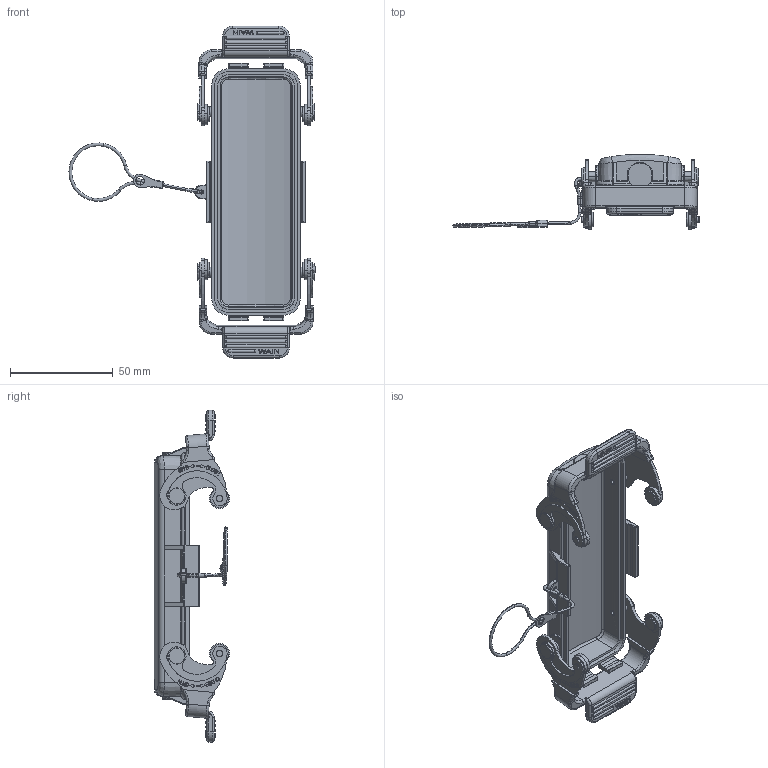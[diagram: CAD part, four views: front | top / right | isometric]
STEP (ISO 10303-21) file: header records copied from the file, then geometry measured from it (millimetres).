
FILE_DESCRIPTION((''),'2;1');
FILE_NAME('ASM0005_ASM','2020-07-03T',('lian.chen'),(''),'PRO/ENGINEER BY PARAMETRIC TECHNOLOGY CORPORATION, 2012480','PRO/ENGINEER BY PARAMETRIC TECHNOLOGY CORPORATION, 2012480','');
FILE_SCHEMA(('AUTOMOTIVE_DESIGN { 1 0 10303 214 1 1 1 1 }'));
Length unit declared in the file: inch
Products named in the file (3): PRT0058; PRT0060; ASM0005_ASM
Assembly tree (2 placements, depth 2):
  ASM0005_ASM
    PRT0058
    PRT0060
Bounding box: 119.9 x 36.56 x 161.8 mm (x, y, z)
Volume: 39195.9 mm3; surface area: 34796.9 mm2
Topology: 2 solids, 7 shells, 1701 faces, 4590 edges, 3019 vertices
Faces by surface type: plane 717, cylinder 455, extrusion 160, torus 147, bspline 132, cone 56, sphere 34
Entity records: 70132 total; most frequent: CARTESIAN_POINT 19475, ORIENTED_EDGE 9118, DIRECTION 8167, EDGE_CURVE 4578, VERTEX_POINT 3019, AXIS2_PLACEMENT_3D 2861, VECTOR 2445, LINE 2285
